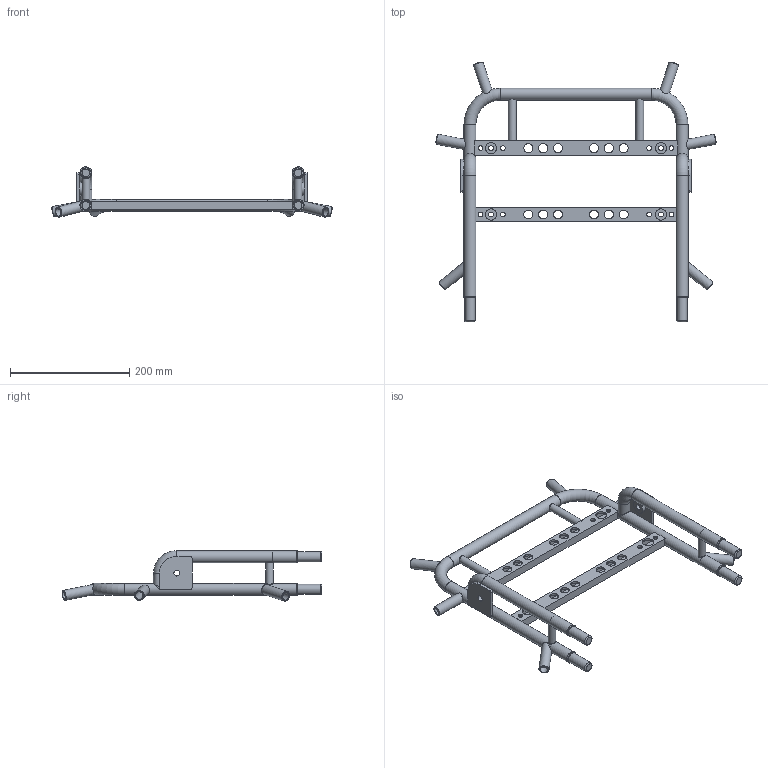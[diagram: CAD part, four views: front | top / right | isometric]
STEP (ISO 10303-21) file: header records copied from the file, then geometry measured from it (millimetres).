
FILE_DESCRIPTION(/* description */ (''),/* implementation_level */ '2;1');
FILE_NAME(/* name */ 'Top Main Frame.step',/* time_stamp */ '2023-10-27T10:38:37-04:00',/* author */ (''),/* organization */ (''),/* preprocessor_version */ 'ST-DEVELOPER v20',/* originating_system */ 'Autodesk Translation Framework v12.14.0.127',/* authorisation */ '');
FILE_SCHEMA (('AUTOMOTIVE_DESIGN { 1 0 10303 214 3 1 1 }'));
Length unit declared in the file: millimetre
Products named in the file (16): Top Main Frame; Side tube main; side tube main (2); Arm Pivot Mount 2; Arm Pivot Mount 2(Mirror); Arm Pivot Mount 2 (1); Arm Pivot Mount 2(Mirror) (1); Top suport tube 2; Top suport tube 2 (1); Main back frame; Spokes; Spokes (1); Side support tube; Side support tube (1); ABS center frame connectors; Top Center Mount
Assembly tree (16 placements, depth 4):
  Top Main Frame
    Side tube main
      side tube main (2)
    Arm Pivot Mount 2
      Arm Pivot Mount 2(Mirror)
      Arm Pivot Mount 2 (1)
        Arm Pivot Mount 2(Mirror) (1)
    Top suport tube 2
      Top suport tube 2 (1)
    Main back frame
    Spokes
      Spokes (1)
    Side support tube
      Side support tube (1)
    Top Center Mount  x2
    ABS center frame connectors
Bounding box: 469.55 x 435.42 x 84.29 mm (x, y, z)
Volume: 395402.4 mm3; surface area: 341671.2 mm2
Topology: 21 solids, 21 shells, 212 faces, 491 edges, 329 vertices
Faces by surface type: cylinder 128, plane 64, torus 14, cone 6
Full cylindrical faces by diameter (mm): 8 x20, 10 x8, 13 x12, 15 x24, 17 x21, 19 x4, 20 x11, 22 x2
Entity records: 6671 total; most frequent: CARTESIAN_POINT 2087, DIRECTION 950, ORIENTED_EDGE 774, AXIS2_PLACEMENT_3D 406, EDGE_CURVE 387, EDGE_LOOP 266, VERTEX_POINT 261, CIRCLE 194
